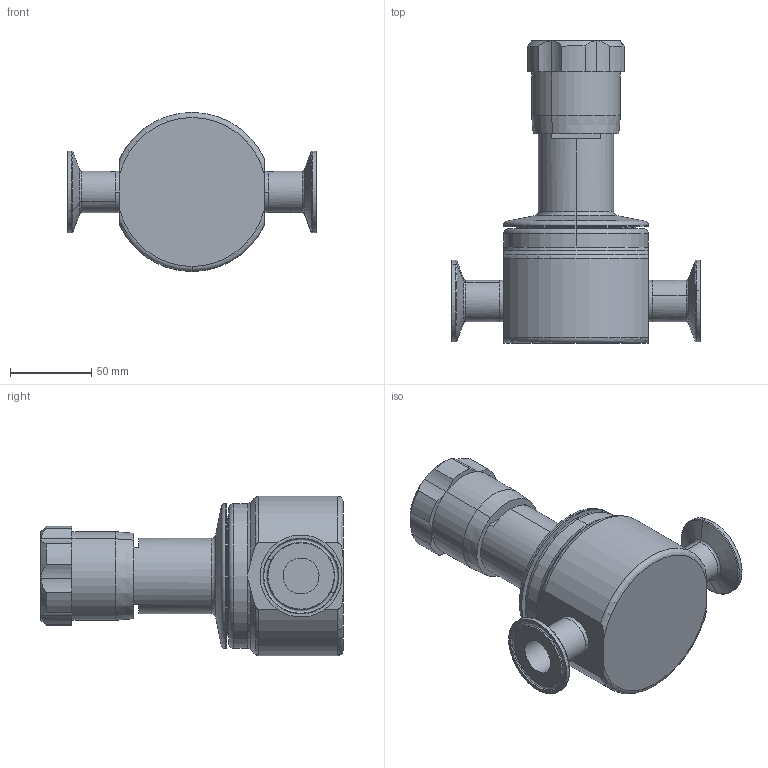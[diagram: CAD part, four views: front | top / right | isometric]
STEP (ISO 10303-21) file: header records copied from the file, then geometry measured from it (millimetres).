
FILE_DESCRIPTION (( 'STEP AP203' ), '1' );
FILE_NAME ('JSRH-100-CA.STEP', '2017-06-22T15:21:40', ( '' ), ( '' ), 'SwSTEP 2.0', 'SolidWorks 2014', '' );
FILE_SCHEMA (( 'CONFIG_CONTROL_DESIGN' ));
Length unit declared in the file: inch
Products named in the file (2): JSRH-100-CA
Bounding box: 152.4 x 185.57 x 97.79 mm (x, y, z)
Volume: 778821.2 mm3; surface area: 73870 mm2
Topology: 1 solids, 1 shells, 124 faces, 268 edges, 155 vertices
Faces by surface type: cylinder 47, torus 29, cone 25, plane 23
Entity records: 3787 total; most frequent: CARTESIAN_POINT 867, DIRECTION 656, ORIENTED_EDGE 536, AXIS2_PLACEMENT_3D 290, EDGE_CURVE 268, CIRCLE 164, VERTEX_POINT 155, EDGE_LOOP 133
